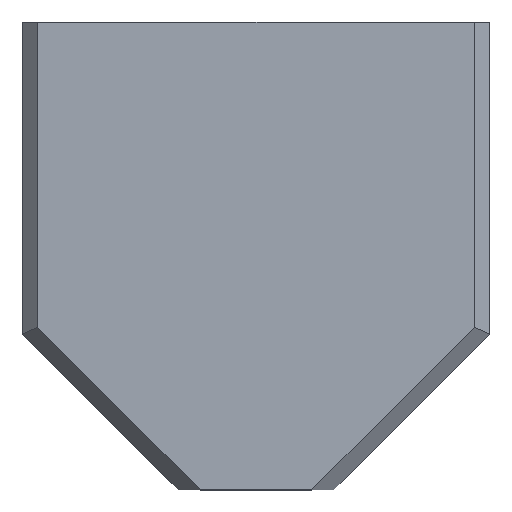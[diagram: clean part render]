
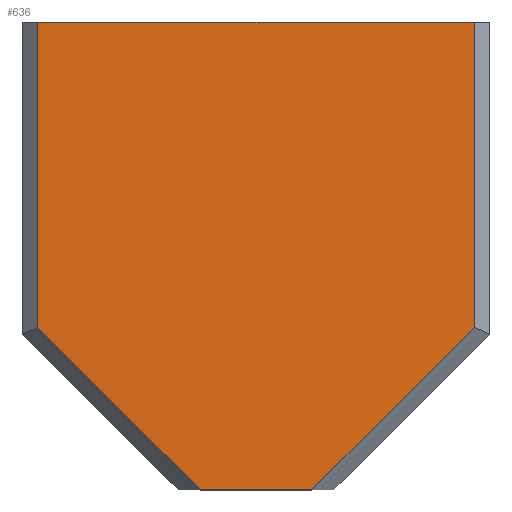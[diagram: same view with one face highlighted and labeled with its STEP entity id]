
A CAD part, top view. The second image highlights one B-rep face of the part: STEP entity #636.
In plain terms, the highlighted planar face has unit normal (0, 0, 1).
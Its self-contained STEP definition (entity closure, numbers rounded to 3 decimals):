
#7 = VECTOR ( 'NONE', #110, 1000. ) ;
#26 = EDGE_CURVE ( 'NONE', #32, #688, #563, .T. ) ;
#32 = VERTEX_POINT ( 'NONE', #315 ) ;
#59 = VECTOR ( 'NONE', #641, 1000. ) ;
#68 = EDGE_CURVE ( 'NONE', #630, #449, #237, .T. ) ;
#110 = DIRECTION ( 'NONE',  ( 0.707, 0.707, 0. ) ) ;
#116 = LINE ( 'NONE', #461, #59 ) ;
#136 = CARTESIAN_POINT ( 'NONE',  ( 28.586, -8.586, 15. ) ) ;
#140 = ORIENTED_EDGE ( 'NONE', *, *, #26, .T. ) ;
#145 = ORIENTED_EDGE ( 'NONE', *, *, #565, .T. ) ;
#147 = LINE ( 'NONE', #299, #238 ) ;
#150 = AXIS2_PLACEMENT_3D ( 'NONE', #173, #662, #562 ) ;
#173 = CARTESIAN_POINT ( 'NONE',  ( 0., 0., 15. ) ) ;
#231 = EDGE_LOOP ( 'NONE', ( #292, #140, #145, #743, #546, #434 ) ) ;
#232 = LINE ( 'NONE', #306, #523 ) ;
#237 = LINE ( 'NONE', #428, #603 ) ;
#238 = VECTOR ( 'NONE', #529, 1000. ) ;
#270 = CARTESIAN_POINT ( 'NONE',  ( -28., 0., 15. ) ) ;
#271 = CARTESIAN_POINT ( 'NONE',  ( -7.172, -30., 15. ) ) ;
#292 = ORIENTED_EDGE ( 'NONE', *, *, #296, .T. ) ;
#296 = EDGE_CURVE ( 'NONE', #517, #32, #116, .T. ) ;
#299 = CARTESIAN_POINT ( 'NONE',  ( 28., 0., 15. ) ) ;
#306 = CARTESIAN_POINT ( 'NONE',  ( -8.586, -28.586, 15. ) ) ;
#315 = CARTESIAN_POINT ( 'NONE',  ( 7.172, -30., 15. ) ) ;
#330 = PLANE ( 'NONE',  #150 ) ;
#344 = DIRECTION ( 'NONE',  ( -1., 0., 0. ) ) ;
#396 = DIRECTION ( 'NONE',  ( 0., -1., 0. ) ) ;
#428 = CARTESIAN_POINT ( 'NONE',  ( -30., 30., 15. ) ) ;
#434 = ORIENTED_EDGE ( 'NONE', *, *, #540, .T. ) ;
#449 = VERTEX_POINT ( 'NONE', #468 ) ;
#461 = CARTESIAN_POINT ( 'NONE',  ( -30., -30., 15. ) ) ;
#468 = CARTESIAN_POINT ( 'NONE',  ( -28., 30., 15. ) ) ;
#517 = VERTEX_POINT ( 'NONE', #271 ) ;
#523 = VECTOR ( 'NONE', #525, 1000. ) ;
#525 = DIRECTION ( 'NONE',  ( 0.707, -0.707, 0. ) ) ;
#529 = DIRECTION ( 'NONE',  ( 0., 1., 0. ) ) ;
#540 = EDGE_CURVE ( 'NONE', #561, #517, #232, .T. ) ;
#545 = CARTESIAN_POINT ( 'NONE',  ( -28., -9.172, 15. ) ) ;
#546 = ORIENTED_EDGE ( 'NONE', *, *, #730, .T. ) ;
#561 = VERTEX_POINT ( 'NONE', #545 ) ;
#562 = DIRECTION ( 'NONE',  ( -1., 0., 0. ) ) ;
#563 = LINE ( 'NONE', #136, #7 ) ;
#564 = LINE ( 'NONE', #270, #591 ) ;
#565 = EDGE_CURVE ( 'NONE', #688, #630, #147, .T. ) ;
#591 = VECTOR ( 'NONE', #396, 1000. ) ;
#592 = CARTESIAN_POINT ( 'NONE',  ( 28., 30., 15. ) ) ;
#603 = VECTOR ( 'NONE', #344, 1000. ) ;
#630 = VERTEX_POINT ( 'NONE', #592 ) ;
#636 = ADVANCED_FACE ( 'NONE', ( #727 ), #330, .F. ) ;
#641 = DIRECTION ( 'NONE',  ( 1., 0., 0. ) ) ;
#662 = DIRECTION ( 'NONE',  ( 0., 0., -1. ) ) ;
#688 = VERTEX_POINT ( 'NONE', #717 ) ;
#717 = CARTESIAN_POINT ( 'NONE',  ( 28., -9.172, 15. ) ) ;
#727 = FACE_OUTER_BOUND ( 'NONE', #231, .T. ) ;
#730 = EDGE_CURVE ( 'NONE', #449, #561, #564, .T. ) ;
#743 = ORIENTED_EDGE ( 'NONE', *, *, #68, .T. ) ;
